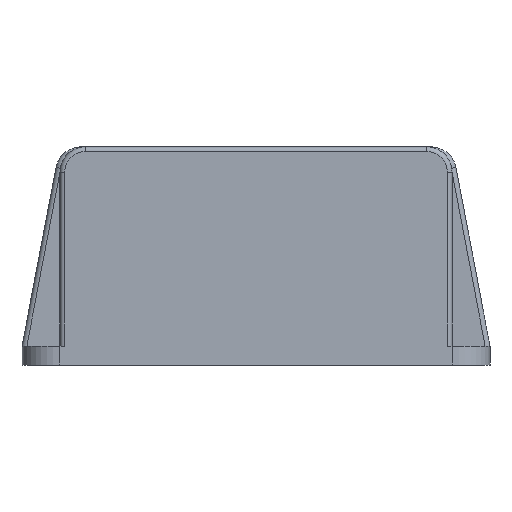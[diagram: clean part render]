
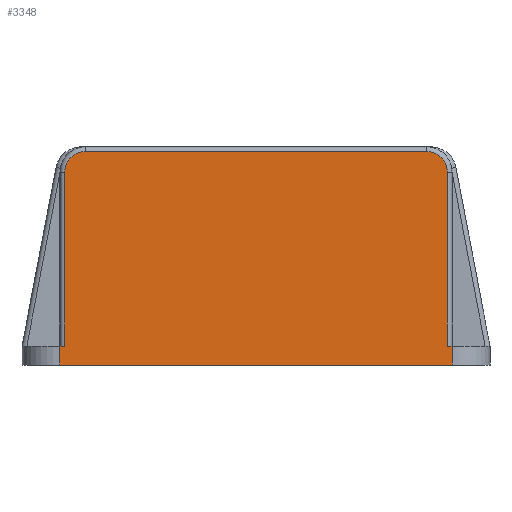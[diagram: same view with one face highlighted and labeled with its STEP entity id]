
A CAD part, front view. The second image highlights one B-rep face of the part: STEP entity #3348.
In plain terms, the highlighted planar face has unit normal (0, -1, 0).
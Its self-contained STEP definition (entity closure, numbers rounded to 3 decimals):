
#89=PLANE('',#3554);
#173=FACE_OUTER_BOUND('',#359,.T.);
#359=EDGE_LOOP('',(#2218,#2219,#2220,#2221,#2222,#2223,#2224,#2225,#2226,
#2227));
#546=LINE('',#5069,#844);
#548=LINE('',#5078,#846);
#551=LINE('',#5090,#849);
#552=LINE('',#5093,#850);
#553=LINE('',#5097,#851);
#554=LINE('',#5099,#852);
#555=LINE('',#5101,#853);
#556=LINE('',#5102,#854);
#844=VECTOR('',#3957,10.);
#846=VECTOR('',#3965,10.);
#849=VECTOR('',#3976,10.);
#850=VECTOR('',#3979,10.);
#851=VECTOR('',#3984,10.);
#852=VECTOR('',#3985,10.);
#853=VECTOR('',#3986,10.);
#854=VECTOR('',#3987,10.);
#1148=CIRCLE('',#3555,3.25);
#1149=CIRCLE('',#3556,3.25);
#1330=VERTEX_POINT('',#5065);
#1332=VERTEX_POINT('',#5068);
#1334=VERTEX_POINT('',#5074);
#1336=VERTEX_POINT('',#5077);
#1338=VERTEX_POINT('',#5083);
#1341=VERTEX_POINT('',#5088);
#1342=VERTEX_POINT('',#5092);
#1343=VERTEX_POINT('',#5096);
#1344=VERTEX_POINT('',#5098);
#1345=VERTEX_POINT('',#5100);
#1677=EDGE_CURVE('',#1330,#1332,#546,.T.);
#1681=EDGE_CURVE('',#1334,#1336,#548,.T.);
#1687=EDGE_CURVE('',#1341,#1338,#551,.T.);
#1688=EDGE_CURVE('',#1338,#1342,#552,.T.);
#1689=EDGE_CURVE('',#1336,#1341,#1148,.T.);
#1690=EDGE_CURVE('',#1332,#1334,#1149,.T.);
#1691=EDGE_CURVE('',#1343,#1330,#553,.T.);
#1692=EDGE_CURVE('',#1344,#1343,#554,.T.);
#1693=EDGE_CURVE('',#1344,#1345,#555,.T.);
#1694=EDGE_CURVE('',#1345,#1342,#556,.T.);
#2218=ORIENTED_EDGE('',*,*,#1688,.F.);
#2219=ORIENTED_EDGE('',*,*,#1687,.F.);
#2220=ORIENTED_EDGE('',*,*,#1689,.F.);
#2221=ORIENTED_EDGE('',*,*,#1681,.F.);
#2222=ORIENTED_EDGE('',*,*,#1690,.F.);
#2223=ORIENTED_EDGE('',*,*,#1677,.F.);
#2224=ORIENTED_EDGE('',*,*,#1691,.F.);
#2225=ORIENTED_EDGE('',*,*,#1692,.F.);
#2226=ORIENTED_EDGE('',*,*,#1693,.T.);
#2227=ORIENTED_EDGE('',*,*,#1694,.T.);
#3348=ADVANCED_FACE('',(#173),#89,.T.);
#3554=AXIS2_PLACEMENT_3D('',#5091,#3977,#3978);
#3555=AXIS2_PLACEMENT_3D('',#5094,#3980,#3981);
#3556=AXIS2_PLACEMENT_3D('',#5095,#3982,#3983);
#3957=DIRECTION('',(0.,0.,1.));
#3965=DIRECTION('',(1.,0.,0.));
#3976=DIRECTION('',(0.,0.,-1.));
#3977=DIRECTION('center_axis',(0.,-1.,0.));
#3978=DIRECTION('ref_axis',(1.,0.,0.));
#3979=DIRECTION('',(1.,0.,0.));
#3980=DIRECTION('center_axis',(0.,1.,0.));
#3981=DIRECTION('ref_axis',(0.707,0.,0.707));
#3982=DIRECTION('center_axis',(0.,1.,0.));
#3983=DIRECTION('ref_axis',(-0.707,0.,0.707));
#3984=DIRECTION('',(1.,0.,0.));
#3985=DIRECTION('',(0.,0.,1.));
#3986=DIRECTION('',(1.,0.,0.));
#3987=DIRECTION('',(0.,0.,1.));
#5065=CARTESIAN_POINT('',(-30.25,-37.,3.));
#5068=CARTESIAN_POINT('',(-30.25,-37.,30.5));
#5069=CARTESIAN_POINT('',(-30.25,-37.,1.5));
#5074=CARTESIAN_POINT('',(-27.,-37.,33.75));
#5077=CARTESIAN_POINT('',(27.,-37.,33.75));
#5078=CARTESIAN_POINT('',(-15.5,-37.,33.75));
#5083=CARTESIAN_POINT('',(30.25,-37.,3.));
#5088=CARTESIAN_POINT('',(30.25,-37.,30.5));
#5090=CARTESIAN_POINT('',(30.25,-37.,1.5));
#5091=CARTESIAN_POINT('Origin',(-31.,-37.,0.));
#5092=CARTESIAN_POINT('',(31.,-37.,3.));
#5093=CARTESIAN_POINT('',(-15.5,-37.,3.));
#5094=CARTESIAN_POINT('Origin',(27.,-37.,30.5));
#5095=CARTESIAN_POINT('Origin',(-27.,-37.,30.5));
#5096=CARTESIAN_POINT('',(-31.,-37.,3.));
#5097=CARTESIAN_POINT('',(-15.5,-37.,3.));
#5098=CARTESIAN_POINT('',(-31.,-37.,0.));
#5099=CARTESIAN_POINT('',(-31.,-37.,0.));
#5100=CARTESIAN_POINT('',(31.,-37.,0.));
#5101=CARTESIAN_POINT('',(-31.,-37.,0.));
#5102=CARTESIAN_POINT('',(31.,-37.,0.));
